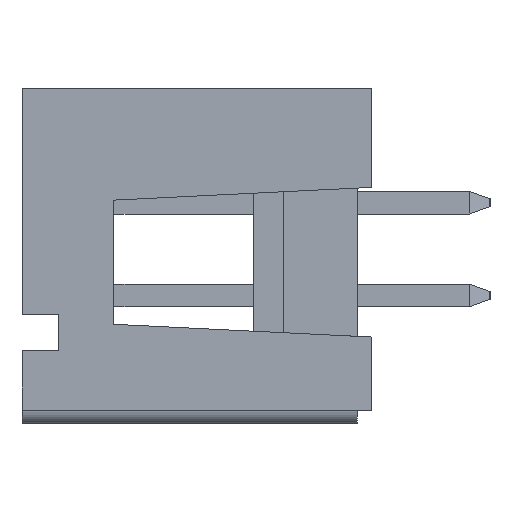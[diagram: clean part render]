
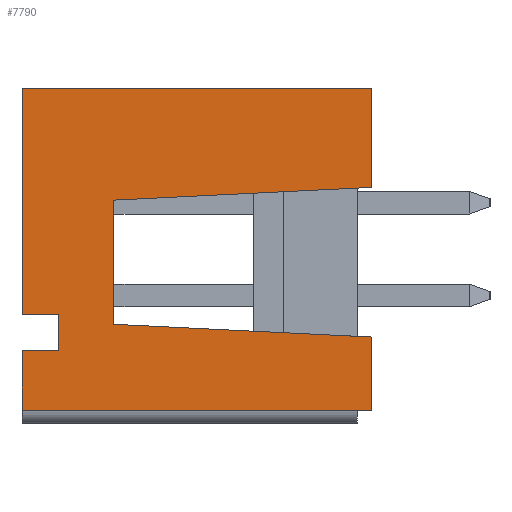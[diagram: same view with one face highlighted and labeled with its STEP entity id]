
A CAD part, left-side view. The second image highlights one B-rep face of the part: STEP entity #7790.
In plain terms, the highlighted planar face has unit normal (-1, 0, 0).
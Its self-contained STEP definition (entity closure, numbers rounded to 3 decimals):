
#8 = VECTOR ( 'NONE', #24513, 1000. ) ;
#251 = CARTESIAN_POINT ( 'NONE',  ( -20.115, 9.57, 4.41 ) ) ;
#417 = VERTEX_POINT ( 'NONE', #10228 ) ;
#454 = EDGE_CURVE ( 'NONE', #1941, #24196, #2652, .T. ) ;
#804 = LINE ( 'NONE', #21491, #12319 ) ;
#1201 = CARTESIAN_POINT ( 'NONE',  ( -20.115, 7.07, 1.34 ) ) ;
#1238 = CARTESIAN_POINT ( 'NONE',  ( -20.115, 9.57, 4.41 ) ) ;
#1417 = VERTEX_POINT ( 'NONE', #15817 ) ;
#1937 = VERTEX_POINT ( 'NONE', #6690 ) ;
#1941 = VERTEX_POINT ( 'NONE', #18508 ) ;
#2504 = CARTESIAN_POINT ( 'NONE',  ( -20.115, 7.07, -2.06 ) ) ;
#2652 = LINE ( 'NONE', #17827, #18705 ) ;
#2747 = VECTOR ( 'NONE', #20653, 1000. ) ;
#3341 = EDGE_CURVE ( 'NONE', #13308, #6748, #804, .T. ) ;
#3835 = LINE ( 'NONE', #22793, #8 ) ;
#3860 = EDGE_CURVE ( 'NONE', #1417, #21007, #20137, .T. ) ;
#3948 = VECTOR ( 'NONE', #21297, 1000. ) ;
#3953 = DIRECTION ( 'NONE',  ( 0., 0., 1. ) ) ;
#4338 = VECTOR ( 'NONE', #15156, 1000. ) ;
#4378 = CARTESIAN_POINT ( 'NONE',  ( -20.115, 0., 4.41 ) ) ;
#4430 = EDGE_CURVE ( 'NONE', #417, #1417, #9243, .T. ) ;
#4473 = VECTOR ( 'NONE', #10150, 1000. ) ;
#4586 = DIRECTION ( 'NONE',  ( 1., 0., 0. ) ) ;
#5275 = LINE ( 'NONE', #6849, #9167 ) ;
#5539 = ORIENTED_EDGE ( 'NONE', *, *, #12641, .F. ) ;
#5715 = EDGE_CURVE ( 'NONE', #6748, #16444, #21356, .T. ) ;
#5734 = ORIENTED_EDGE ( 'NONE', *, *, #4430, .F. ) ;
#6062 = LINE ( 'NONE', #13618, #3948 ) ;
#6318 = EDGE_LOOP ( 'NONE', ( #10697, #19181, #5539, #17241, #23298, #5734, #14826, #15253, #18143, #20357, #12482, #22897 ) ) ;
#6430 = PLANE ( 'NONE',  #14879 ) ;
#6690 = CARTESIAN_POINT ( 'NONE',  ( -20.115, 0., 4.41 ) ) ;
#6736 = EDGE_CURVE ( 'NONE', #417, #8173, #6062, .T. ) ;
#6748 = VERTEX_POINT ( 'NONE', #15392 ) ;
#6849 = CARTESIAN_POINT ( 'NONE',  ( -20.115, 9.57, 4.41 ) ) ;
#7790 = ADVANCED_FACE ( 'NONE', ( #23408 ), #6430, .F. ) ;
#8173 = VERTEX_POINT ( 'NONE', #22450 ) ;
#8417 = DIRECTION ( 'NONE',  ( 0., 0., -1. ) ) ;
#9167 = VECTOR ( 'NONE', #22110, 1000. ) ;
#9243 = LINE ( 'NONE', #15194, #17666 ) ;
#9792 = CARTESIAN_POINT ( 'NONE',  ( -20.115, 9.57, -4.41 ) ) ;
#9830 = EDGE_CURVE ( 'NONE', #24196, #19655, #3835, .T. ) ;
#9972 = CARTESIAN_POINT ( 'NONE',  ( -20.115, 7.07, -2.06 ) ) ;
#10150 = DIRECTION ( 'NONE',  ( 0., 0., 1. ) ) ;
#10228 = CARTESIAN_POINT ( 'NONE',  ( -20.115, 8.57, -2.79 ) ) ;
#10697 = ORIENTED_EDGE ( 'NONE', *, *, #454, .F. ) ;
#11274 = CARTESIAN_POINT ( 'NONE',  ( -20.115, 9.57, -1.79 ) ) ;
#11553 = LINE ( 'NONE', #251, #4338 ) ;
#11638 = LINE ( 'NONE', #13853, #4473 ) ;
#11782 = EDGE_CURVE ( 'NONE', #13308, #8173, #5275, .T. ) ;
#12319 = VECTOR ( 'NONE', #18093, 1000. ) ;
#12415 = DIRECTION ( 'NONE',  ( 0., 0.999, -0.049 ) ) ;
#12457 = VECTOR ( 'NONE', #14449, 1000. ) ;
#12482 = ORIENTED_EDGE ( 'NONE', *, *, #23154, .F. ) ;
#12641 = EDGE_CURVE ( 'NONE', #24148, #1937, #11553, .T. ) ;
#13308 = VERTEX_POINT ( 'NONE', #9792 ) ;
#13312 = EDGE_CURVE ( 'NONE', #21007, #24148, #13607, .T. ) ;
#13375 = CARTESIAN_POINT ( 'NONE',  ( -20.115, 9.57, 4.41 ) ) ;
#13584 = VECTOR ( 'NONE', #3953, 1000. ) ;
#13607 = LINE ( 'NONE', #13375, #13584 ) ;
#13618 = CARTESIAN_POINT ( 'NONE',  ( -20.115, 8.57, -2.79 ) ) ;
#13664 = LINE ( 'NONE', #2504, #16563 ) ;
#13853 = CARTESIAN_POINT ( 'NONE',  ( -20.115, 0., 4.41 ) ) ;
#14449 = DIRECTION ( 'NONE',  ( 0., 1., 0. ) ) ;
#14826 = ORIENTED_EDGE ( 'NONE', *, *, #6736, .T. ) ;
#14879 = AXIS2_PLACEMENT_3D ( 'NONE', #1238, #4586, #8417 ) ;
#15156 = DIRECTION ( 'NONE',  ( 0., -1., 0. ) ) ;
#15194 = CARTESIAN_POINT ( 'NONE',  ( -20.115, 8.57, -2.79 ) ) ;
#15253 = ORIENTED_EDGE ( 'NONE', *, *, #11782, .F. ) ;
#15392 = CARTESIAN_POINT ( 'NONE',  ( -20.115, 0., -4.41 ) ) ;
#15420 = EDGE_CURVE ( 'NONE', #1941, #1937, #11638, .T. ) ;
#15817 = CARTESIAN_POINT ( 'NONE',  ( -20.115, 8.57, -1.79 ) ) ;
#16444 = VERTEX_POINT ( 'NONE', #18234 ) ;
#16563 = VECTOR ( 'NONE', #22848, 1000. ) ;
#17241 = ORIENTED_EDGE ( 'NONE', *, *, #13312, .F. ) ;
#17666 = VECTOR ( 'NONE', #18801, 1000. ) ;
#17827 = CARTESIAN_POINT ( 'NONE',  ( -20.115, 0., 1.69 ) ) ;
#18093 = DIRECTION ( 'NONE',  ( 0., -1., 0. ) ) ;
#18143 = ORIENTED_EDGE ( 'NONE', *, *, #3341, .T. ) ;
#18234 = CARTESIAN_POINT ( 'NONE',  ( -20.115, 0., -2.41 ) ) ;
#18508 = CARTESIAN_POINT ( 'NONE',  ( -20.115, 0., 1.69 ) ) ;
#18564 = CARTESIAN_POINT ( 'NONE',  ( -20.115, 8.57, -1.79 ) ) ;
#18705 = VECTOR ( 'NONE', #12415, 1000. ) ;
#18801 = DIRECTION ( 'NONE',  ( 0., 0., 1. ) ) ;
#19181 = ORIENTED_EDGE ( 'NONE', *, *, #15420, .T. ) ;
#19655 = VERTEX_POINT ( 'NONE', #9972 ) ;
#20137 = LINE ( 'NONE', #18564, #12457 ) ;
#20357 = ORIENTED_EDGE ( 'NONE', *, *, #5715, .T. ) ;
#20653 = DIRECTION ( 'NONE',  ( 0., 0., 1. ) ) ;
#21007 = VERTEX_POINT ( 'NONE', #11274 ) ;
#21297 = DIRECTION ( 'NONE',  ( 0., 1., 0. ) ) ;
#21356 = LINE ( 'NONE', #4378, #2747 ) ;
#21491 = CARTESIAN_POINT ( 'NONE',  ( -20.115, 9.57, -4.41 ) ) ;
#22110 = DIRECTION ( 'NONE',  ( 0., 0., 1. ) ) ;
#22450 = CARTESIAN_POINT ( 'NONE',  ( -20.115, 9.57, -2.79 ) ) ;
#22793 = CARTESIAN_POINT ( 'NONE',  ( -20.115, 7.07, 1.34 ) ) ;
#22848 = DIRECTION ( 'NONE',  ( 0., -0.999, -0.049 ) ) ;
#22897 = ORIENTED_EDGE ( 'NONE', *, *, #9830, .F. ) ;
#23154 = EDGE_CURVE ( 'NONE', #19655, #16444, #13664, .T. ) ;
#23298 = ORIENTED_EDGE ( 'NONE', *, *, #3860, .F. ) ;
#23408 = FACE_OUTER_BOUND ( 'NONE', #6318, .T. ) ;
#24148 = VERTEX_POINT ( 'NONE', #24240 ) ;
#24196 = VERTEX_POINT ( 'NONE', #1201 ) ;
#24240 = CARTESIAN_POINT ( 'NONE',  ( -20.115, 9.57, 4.41 ) ) ;
#24513 = DIRECTION ( 'NONE',  ( 0., 0., -1. ) ) ;
